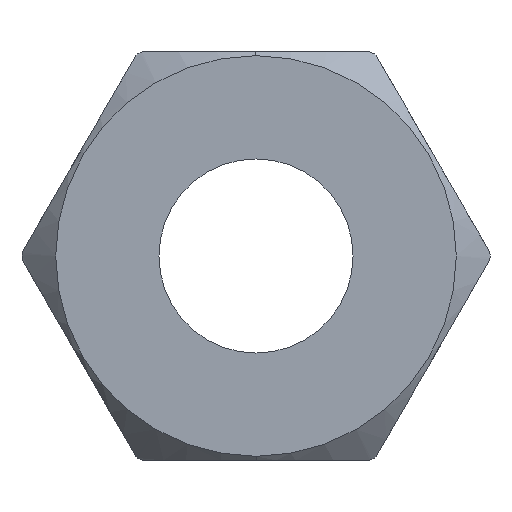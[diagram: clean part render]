
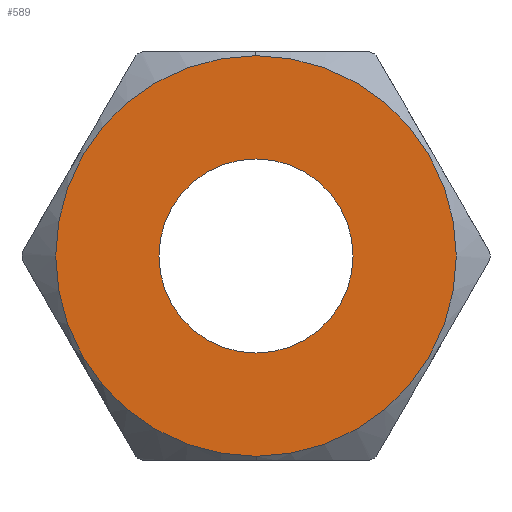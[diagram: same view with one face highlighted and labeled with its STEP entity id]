
A CAD part, left-side view. The second image highlights one B-rep face of the part: STEP entity #589.
In plain terms, the highlighted planar face has unit normal (-1, 0, 0).
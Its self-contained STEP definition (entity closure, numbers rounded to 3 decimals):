
#13 = ORIENTED_EDGE ( 'NONE', *, *, #461, .T. ) ;
#19 = DIRECTION ( 'NONE',  ( -1., 0., 0. ) ) ;
#80 = DIRECTION ( 'NONE',  ( 0., 0., 1. ) ) ;
#119 = DIRECTION ( 'NONE',  ( -1., 0., 0. ) ) ;
#124 = AXIS2_PLACEMENT_3D ( 'NONE', #503, #253, #705 ) ;
#133 = CARTESIAN_POINT ( 'NONE',  ( -11., 0., -9.8 ) ) ;
#197 = CARTESIAN_POINT ( 'NONE',  ( -11., 0., 0. ) ) ;
#212 = EDGE_CURVE ( 'NONE', #753, #713, #355, .T. ) ;
#219 = AXIS2_PLACEMENT_3D ( 'NONE', #458, #119, #388 ) ;
#227 = AXIS2_PLACEMENT_3D ( 'NONE', #830, #19, #293 ) ;
#253 = DIRECTION ( 'NONE',  ( 1., 0., 0. ) ) ;
#287 = EDGE_LOOP ( 'NONE', ( #740, #813 ) ) ;
#293 = DIRECTION ( 'NONE',  ( 0., 0., 1. ) ) ;
#326 = EDGE_CURVE ( 'NONE', #574, #656, #513, .T. ) ;
#327 = AXIS2_PLACEMENT_3D ( 'NONE', #197, #538, #546 ) ;
#355 = CIRCLE ( 'NONE', #219, 9.8 ) ;
#360 = EDGE_LOOP ( 'NONE', ( #634, #13 ) ) ;
#376 = EDGE_CURVE ( 'NONE', #656, #574, #571, .T. ) ;
#386 = FACE_BOUND ( 'NONE', #287, .T. ) ;
#388 = DIRECTION ( 'NONE',  ( 0., 0., 1. ) ) ;
#442 = CARTESIAN_POINT ( 'NONE',  ( -11., 0., -4.75 ) ) ;
#458 = CARTESIAN_POINT ( 'NONE',  ( -11., 0., 0. ) ) ;
#461 = EDGE_CURVE ( 'NONE', #713, #753, #519, .T. ) ;
#475 = CARTESIAN_POINT ( 'NONE',  ( -11., 0., 9.8 ) ) ;
#503 = CARTESIAN_POINT ( 'NONE',  ( -11., 9.8, 0. ) ) ;
#513 = CIRCLE ( 'NONE', #327, 4.75 ) ;
#519 = CIRCLE ( 'NONE', #227, 9.8 ) ;
#533 = CARTESIAN_POINT ( 'NONE',  ( -11., 0., 0. ) ) ;
#538 = DIRECTION ( 'NONE',  ( -1., 0., 0. ) ) ;
#546 = DIRECTION ( 'NONE',  ( 0., 0., 1. ) ) ;
#571 = CIRCLE ( 'NONE', #704, 4.75 ) ;
#574 = VERTEX_POINT ( 'NONE', #442 ) ;
#589 = ADVANCED_FACE ( 'NONE', ( #386, #849 ), #785, .F. ) ;
#634 = ORIENTED_EDGE ( 'NONE', *, *, #212, .T. ) ;
#641 = CARTESIAN_POINT ( 'NONE',  ( -11., 0., 4.75 ) ) ;
#656 = VERTEX_POINT ( 'NONE', #641 ) ;
#704 = AXIS2_PLACEMENT_3D ( 'NONE', #533, #798, #80 ) ;
#705 = DIRECTION ( 'NONE',  ( 0., 0., -1. ) ) ;
#713 = VERTEX_POINT ( 'NONE', #133 ) ;
#740 = ORIENTED_EDGE ( 'NONE', *, *, #376, .F. ) ;
#753 = VERTEX_POINT ( 'NONE', #475 ) ;
#785 = PLANE ( 'NONE',  #124 ) ;
#798 = DIRECTION ( 'NONE',  ( -1., 0., 0. ) ) ;
#813 = ORIENTED_EDGE ( 'NONE', *, *, #326, .F. ) ;
#830 = CARTESIAN_POINT ( 'NONE',  ( -11., 0., 0. ) ) ;
#849 = FACE_OUTER_BOUND ( 'NONE', #360, .T. ) ;
